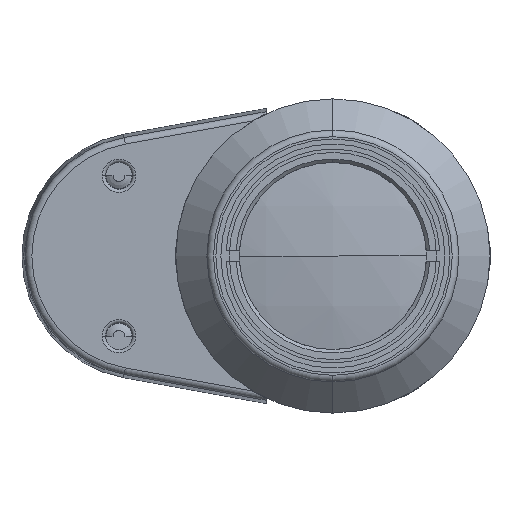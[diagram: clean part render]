
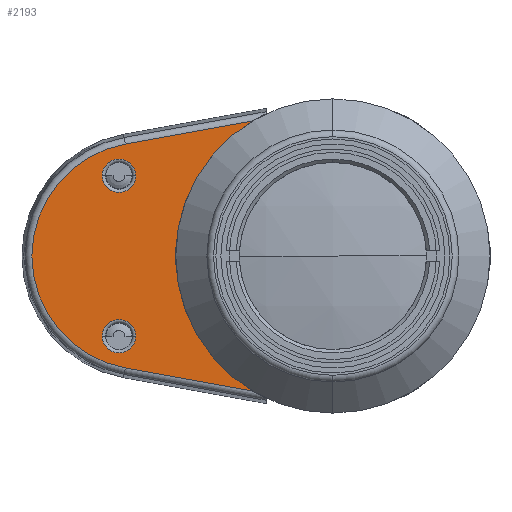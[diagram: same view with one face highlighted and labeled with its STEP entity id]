
A CAD part, left-side view. The second image highlights one B-rep face of the part: STEP entity #2193.
In plain terms, the highlighted planar face has unit normal (-1, 0, 0).
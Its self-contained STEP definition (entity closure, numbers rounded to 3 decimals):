
#42 = VECTOR ( 'NONE', #6323, 1000. ) ;
#129 = EDGE_CURVE ( 'NONE', #9191, #2436, #7387, .T. ) ;
#164 = CIRCLE ( 'NONE', #334, 17.022 ) ;
#334 = AXIS2_PLACEMENT_3D ( 'NONE', #5432, #7685, #9038 ) ;
#386 = ORIENTED_EDGE ( 'NONE', *, *, #4846, .T. ) ;
#459 = CARTESIAN_POINT ( 'NONE',  ( -16.812, 34.5, 12. ) ) ;
#572 = VERTEX_POINT ( 'NONE', #1178 ) ;
#673 = ORIENTED_EDGE ( 'NONE', *, *, #3582, .T. ) ;
#675 = DIRECTION ( 'NONE',  ( 1., 0., 0. ) ) ;
#696 = CIRCLE ( 'NONE', #3050, 2.5 ) ;
#1032 = LINE ( 'NONE', #6945, #6988 ) ;
#1085 = CARTESIAN_POINT ( 'NONE',  ( -16.812, 0., 0. ) ) ;
#1178 = CARTESIAN_POINT ( 'NONE',  ( -16.812, 31.04, -16.748 ) ) ;
#1379 = CARTESIAN_POINT ( 'NONE',  ( -16.812, 32., -12. ) ) ;
#1397 = EDGE_CURVE ( 'NONE', #2987, #572, #164, .T. ) ;
#1616 = DIRECTION ( 'NONE',  ( 0., -1., 0. ) ) ;
#1663 = CIRCLE ( 'NONE', #2762, 2.5 ) ;
#1795 = CIRCLE ( 'NONE', #3531, 2.5 ) ;
#2111 = DIRECTION ( 'NONE',  ( 1., 0., 0. ) ) ;
#2164 = VERTEX_POINT ( 'NONE', #3287 ) ;
#2193 = ADVANCED_FACE ( 'NONE', ( #6887, #9082, #9172 ), #7674, .F. ) ;
#2436 = VERTEX_POINT ( 'NONE', #5397 ) ;
#2442 = CARTESIAN_POINT ( 'NONE',  ( -16.812, 31.04, 16.748 ) ) ;
#2546 = ORIENTED_EDGE ( 'NONE', *, *, #3555, .T. ) ;
#2552 = VERTEX_POINT ( 'NONE', #9727 ) ;
#2570 = ORIENTED_EDGE ( 'NONE', *, *, #129, .T. ) ;
#2595 = ORIENTED_EDGE ( 'NONE', *, *, #1397, .T. ) ;
#2762 = AXIS2_PLACEMENT_3D ( 'NONE', #5102, #8068, #5052 ) ;
#2787 = CIRCLE ( 'NONE', #6727, 23.5 ) ;
#2987 = VERTEX_POINT ( 'NONE', #2442 ) ;
#3050 = AXIS2_PLACEMENT_3D ( 'NONE', #1379, #675, #7531 ) ;
#3196 = DIRECTION ( 'NONE',  ( 0., 0.984, -0.179 ) ) ;
#3287 = CARTESIAN_POINT ( 'NONE',  ( -16.812, 12.004, -20.203 ) ) ;
#3329 = EDGE_LOOP ( 'NONE', ( #2595, #6346, #7751, #6506 ) ) ;
#3372 = EDGE_CURVE ( 'NONE', #572, #2164, #7736, .T. ) ;
#3531 = AXIS2_PLACEMENT_3D ( 'NONE', #8849, #2111, #1616 ) ;
#3555 = EDGE_CURVE ( 'NONE', #2436, #9191, #696, .T. ) ;
#3582 = EDGE_CURVE ( 'NONE', #6850, #9498, #1795, .T. ) ;
#3723 = CARTESIAN_POINT ( 'NONE',  ( -16.812, 34.5, -12. ) ) ;
#3731 = EDGE_CURVE ( 'NONE', #2552, #2987, #1032, .T. ) ;
#4846 = EDGE_CURVE ( 'NONE', #9498, #6850, #1663, .T. ) ;
#4848 = DIRECTION ( 'NONE',  ( -1., 0., 0. ) ) ;
#5052 = DIRECTION ( 'NONE',  ( 0., -1., 0. ) ) ;
#5102 = CARTESIAN_POINT ( 'NONE',  ( -16.812, 32., 12. ) ) ;
#5397 = CARTESIAN_POINT ( 'NONE',  ( -16.812, 29.5, -12. ) ) ;
#5432 = CARTESIAN_POINT ( 'NONE',  ( -16.812, 28., 0. ) ) ;
#5751 = CARTESIAN_POINT ( 'NONE',  ( -16.812, 29.5, 12. ) ) ;
#6239 = DIRECTION ( 'NONE',  ( 0., -1., 0. ) ) ;
#6323 = DIRECTION ( 'NONE',  ( 0., -0.984, -0.179 ) ) ;
#6346 = ORIENTED_EDGE ( 'NONE', *, *, #3372, .T. ) ;
#6506 = ORIENTED_EDGE ( 'NONE', *, *, #3731, .T. ) ;
#6727 = AXIS2_PLACEMENT_3D ( 'NONE', #1085, #4848, #7093 ) ;
#6809 = AXIS2_PLACEMENT_3D ( 'NONE', #7622, #9223, #8487 ) ;
#6850 = VERTEX_POINT ( 'NONE', #459 ) ;
#6853 = CARTESIAN_POINT ( 'NONE',  ( -16.812, 31.04, -16.748 ) ) ;
#6887 = FACE_OUTER_BOUND ( 'NONE', #3329, .T. ) ;
#6945 = CARTESIAN_POINT ( 'NONE',  ( -16.812, 31.04, 16.748 ) ) ;
#6958 = DIRECTION ( 'NONE',  ( 1., 0., 0. ) ) ;
#6988 = VECTOR ( 'NONE', #3196, 1000. ) ;
#7093 = DIRECTION ( 'NONE',  ( 0., -1., 0. ) ) ;
#7253 = EDGE_CURVE ( 'NONE', #2552, #2164, #2787, .T. ) ;
#7387 = CIRCLE ( 'NONE', #8630, 2.5 ) ;
#7531 = DIRECTION ( 'NONE',  ( 0., -1., 0. ) ) ;
#7622 = CARTESIAN_POINT ( 'NONE',  ( -16.812, 28., 0. ) ) ;
#7653 = CARTESIAN_POINT ( 'NONE',  ( -16.812, 32., -12. ) ) ;
#7674 = PLANE ( 'NONE',  #6809 ) ;
#7685 = DIRECTION ( 'NONE',  ( -1., 0., 0. ) ) ;
#7736 = LINE ( 'NONE', #6853, #42 ) ;
#7751 = ORIENTED_EDGE ( 'NONE', *, *, #7253, .F. ) ;
#7815 = EDGE_LOOP ( 'NONE', ( #386, #673 ) ) ;
#8068 = DIRECTION ( 'NONE',  ( 1., 0., 0. ) ) ;
#8487 = DIRECTION ( 'NONE',  ( 0., 0., -1. ) ) ;
#8540 = EDGE_LOOP ( 'NONE', ( #2546, #2570 ) ) ;
#8630 = AXIS2_PLACEMENT_3D ( 'NONE', #7653, #6958, #6239 ) ;
#8849 = CARTESIAN_POINT ( 'NONE',  ( -16.812, 32., 12. ) ) ;
#9038 = DIRECTION ( 'NONE',  ( 0., -1., 0. ) ) ;
#9082 = FACE_BOUND ( 'NONE', #7815, .T. ) ;
#9172 = FACE_BOUND ( 'NONE', #8540, .T. ) ;
#9191 = VERTEX_POINT ( 'NONE', #3723 ) ;
#9223 = DIRECTION ( 'NONE',  ( 1., 0., 0. ) ) ;
#9498 = VERTEX_POINT ( 'NONE', #5751 ) ;
#9727 = CARTESIAN_POINT ( 'NONE',  ( -16.812, 12.004, 20.203 ) ) ;
